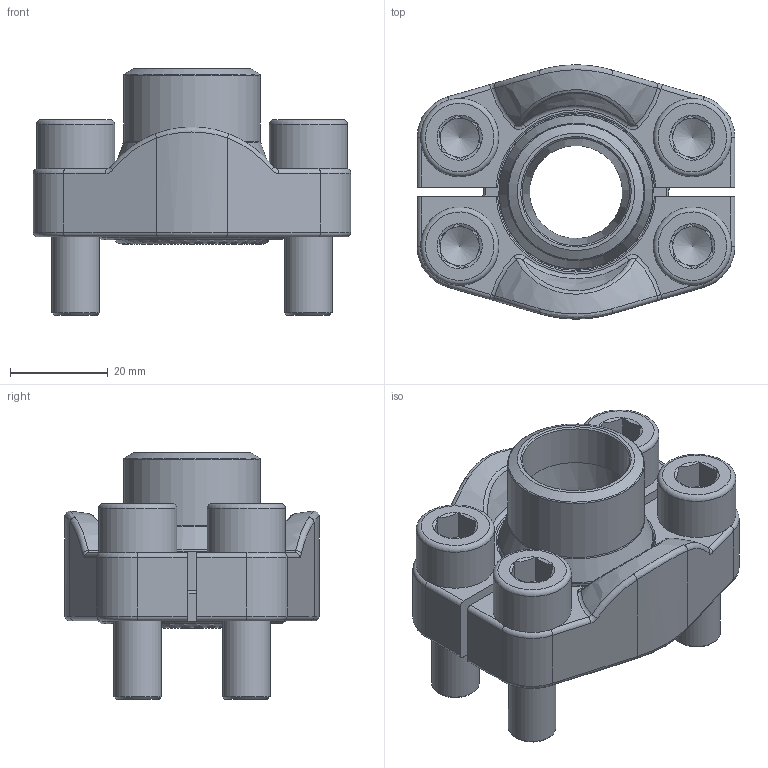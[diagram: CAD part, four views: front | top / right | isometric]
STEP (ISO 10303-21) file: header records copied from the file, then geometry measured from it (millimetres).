
FILE_DESCRIPTION(/* description */ (''),/* implementation_level */ '2;1');
FILE_NAME(/* name */ 'AFA19-323.stp',/* time_stamp */ '2025-01-09T11:54:32+01:00',/* author */ (''),/* organization */ (''),/* preprocessor_version */ 'ST-DEVELOPER v16',/* originating_system */ 'SIEMENS PLM Software NX 10.0',/* authorisation */ '');
FILE_SCHEMA (('AUTOMOTIVE_DESIGN { 1 0 10303 214 3 1 1 1 }'));
Length unit declared in the file: millimetre
Products named in the file (6): X-AFH19-3_einzel; X-M10x30I; X-O25; X-AFA19-3; X-AFH19-3; AFA19-3
Assembly tree (9 placements, depth 3):
  AFA19-3
    X-AFH19-3
      X-AFH19-3_einzel  x2
    X-AFA19-3
    X-O25
    X-M10x30I  x4
Bounding box: 65 x 52 x 50.4 mm (x, y, z)
Volume: 53635.4 mm3; surface area: 26755.1 mm2
Topology: 8 solids, 8 shells, 239 faces, 508 edges, 290 vertices
Faces by surface type: plane 83, cone 57, cylinder 45, torus 39, bspline 12, sphere 2, revolution 1
Full cylindrical faces by diameter (mm): 9.732 x4, 10.5 x4, 16 x4, 19 x1, 22 x1, 24.2 x1, 28 x1, 31.6 x1, 31.966 x1, 38.1 x1
Entity records: 3181 total; most frequent: CARTESIAN_POINT 747, DIRECTION 475, ORIENTED_EDGE 360, AXIS2_PLACEMENT_3D 211, EDGE_CURVE 180, EDGE_LOOP 145, VERTEX_POINT 123, CIRCLE 104
